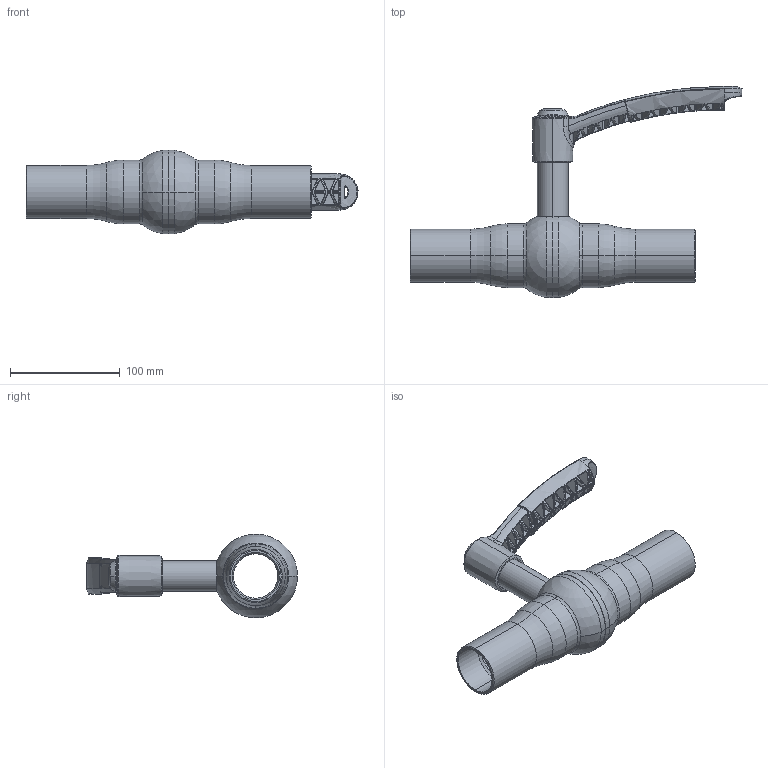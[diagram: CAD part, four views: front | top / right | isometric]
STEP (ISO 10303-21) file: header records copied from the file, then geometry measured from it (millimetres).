
FILE_DESCRIPTION (( 'STEP AP214' ), '1' );
FILE_NAME ('8600240040 010.step', '2025-05-29T08:16:38', ( '' ), ( '' ), 'SwSTEP 2.0', 'SolidWorks 2023', '' );
FILE_SCHEMA (( 'AUTOMOTIVE_DESIGN' ));
Length unit declared in the file: millimetre
Products named in the file (1): 8600240040 010
Bounding box: 302.39 x 192.18 x 76.11 mm (x, y, z)
Surface area: 103479.6 mm2 (no closed solid volume)
Topology: 0 solids, 17 shells, 608 faces, 2132 edges, 1493 vertices
Faces by surface type: bspline 277, plane 151, cylinder 79, cone 62, torus 34, sphere 5
Entity records: 38655 total; most frequent: CARTESIAN_POINT 24083, ORIENTED_EDGE 3128, DIRECTION 2154, EDGE_CURVE 2130, VERTEX_POINT 1493, B_SPLINE_CURVE_WITH_KNOTS 1063, AXIS2_PLACEMENT_3D 851, EDGE_LOOP 663
